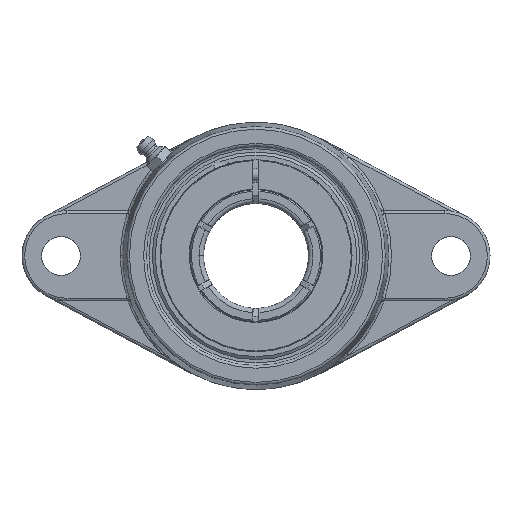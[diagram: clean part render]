
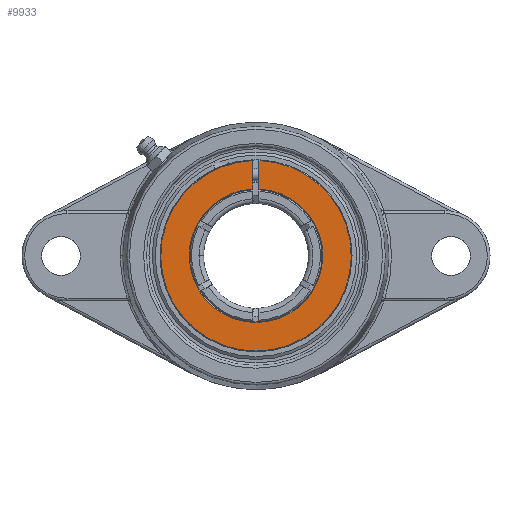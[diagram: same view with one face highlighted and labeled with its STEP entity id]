
A CAD part, top view. The second image highlights one B-rep face of the part: STEP entity #9933.
In plain terms, the highlighted planar face has unit normal (0, 0, 1).
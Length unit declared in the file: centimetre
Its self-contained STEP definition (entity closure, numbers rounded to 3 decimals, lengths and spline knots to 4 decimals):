
#9849=CARTESIAN_POINT('',(0.1,2.2228,1.1));
#9850=VERTEX_POINT('',#9849);
#9857=CARTESIAN_POINT('',(0.1,3.1734,1.1));
#9858=VERTEX_POINT('',#9857);
#9859=CARTESIAN_POINT('',(0.1,12346.2498,1.1));
#9860=DIRECTION('',(0.,-1.,0.));
#9861=VECTOR('',#9860,24690.);
#9862=LINE('',#9859,#9861);
#9863=EDGE_CURVE('',#9858,#9850,#9862,.T.);
#9880=CARTESIAN_POINT('',(-0.1,3.1734,1.1));
#9881=VERTEX_POINT('',#9880);
#9899=CARTESIAN_POINT('',(0.,0.,1.1));
#9900=DIRECTION('',(0.,-0.,-1.));
#9901=DIRECTION('',(0.,-1.,0.));
#9902=AXIS2_PLACEMENT_3D('',#9899,#9900,#9901);
#9903=CIRCLE('',#9902,3.175);
#9904=EDGE_CURVE('',#9858,#9881,#9903,.T.);
#9909=CARTESIAN_POINT('',(0.,0.,1.1));
#9910=DIRECTION('',(0.,0.,1.));
#9911=DIRECTION('',(1.,0.,0.));
#9912=AXIS2_PLACEMENT_3D('',#9909,#9910,#9911);
#9913=PLANE('',#9912);
#9914=ORIENTED_EDGE('',*,*,#9904,.F.);
#9915=ORIENTED_EDGE('',*,*,#9863,.T.);
#9916=CARTESIAN_POINT('',(-0.1,2.2228,1.1));
#9917=VERTEX_POINT('',#9916);
#9918=CARTESIAN_POINT('',(0.,0.,1.1));
#9919=DIRECTION('',(0.,0.,1.));
#9920=DIRECTION('',(-0.,-1.,0.));
#9921=AXIS2_PLACEMENT_3D('',#9918,#9919,#9920);
#9922=CIRCLE('',#9921,2.225);
#9923=EDGE_CURVE('',#9917,#9850,#9922,.T.);
#9924=ORIENTED_EDGE('',*,*,#9923,.F.);
#9925=CARTESIAN_POINT('',(-0.1,-12343.7502,1.1));
#9926=DIRECTION('',(-0.,1.,0.));
#9927=VECTOR('',#9926,24690.);
#9928=LINE('',#9925,#9927);
#9929=EDGE_CURVE('',#9917,#9881,#9928,.T.);
#9930=ORIENTED_EDGE('',*,*,#9929,.T.);
#9931=EDGE_LOOP('',(#9914,#9915,#9924,#9930));
#9932=FACE_BOUND('',#9931,.T.);
#9933=ADVANCED_FACE('',(#9932),#9913,.T.);
